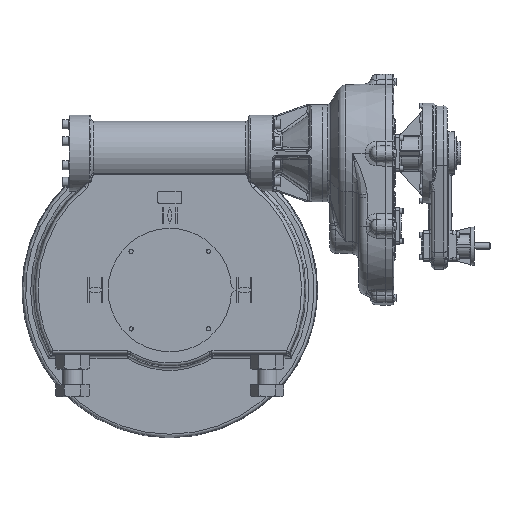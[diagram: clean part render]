
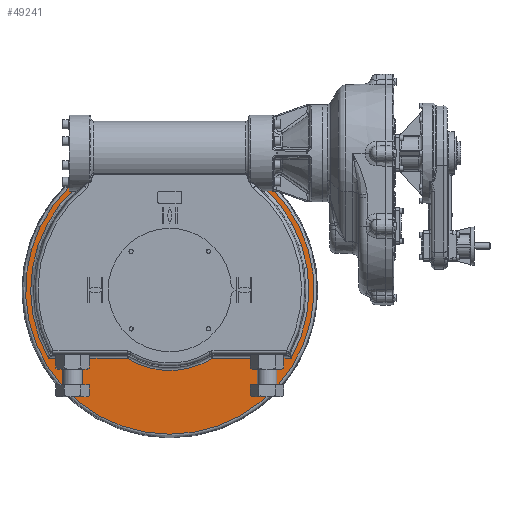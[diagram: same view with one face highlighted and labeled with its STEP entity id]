
A CAD part, front view. The second image highlights one B-rep face of the part: STEP entity #49241.
In plain terms, the highlighted planar face has unit normal (0, -1, 0).
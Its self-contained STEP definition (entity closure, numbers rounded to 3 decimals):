
#1392=B_SPLINE_CURVE_WITH_KNOTS('',3,(#88857,#88858,#88859,#88860,#88861),
 .UNSPECIFIED.,.F.,.F.,(4,1,4),(0.,0.001,0.002),
 .UNSPECIFIED.);
#1395=B_SPLINE_CURVE_WITH_KNOTS('',3,(#88896,#88897,#88898,#88899,#88900),
 .UNSPECIFIED.,.F.,.F.,(4,1,4),(0.,0.001,0.002),
 .UNSPECIFIED.);
#1428=B_SPLINE_CURVE_WITH_KNOTS('',3,(#89843,#89844,#89845,#89846),
 .UNSPECIFIED.,.F.,.F.,(4,4),(0.,1.),.UNSPECIFIED.);
#1431=B_SPLINE_CURVE_WITH_KNOTS('',3,(#89918,#89919,#89920,#89921),
 .UNSPECIFIED.,.F.,.F.,(4,4),(0.,1.),.UNSPECIFIED.);
#4304=LINE('',#88821,#7562);
#4305=LINE('',#88853,#7563);
#4306=LINE('',#88865,#7564);
#4307=LINE('',#88892,#7565);
#4308=LINE('',#89113,#7566);
#4309=LINE('',#89117,#7567);
#7562=VECTOR('',#66121,1000.);
#7563=VECTOR('',#66124,1000.);
#7564=VECTOR('',#66133,1000.);
#7565=VECTOR('',#66140,1000.);
#7566=VECTOR('',#66157,1000.);
#7567=VECTOR('',#66162,1000.);
#9660=PLANE('',#54283);
#21261=ORIENTED_EDGE('',*,*,#29983,.F.);
#21262=ORIENTED_EDGE('',*,*,#29981,.T.);
#21263=ORIENTED_EDGE('',*,*,#29979,.T.);
#21264=ORIENTED_EDGE('',*,*,#30056,.T.);
#21265=ORIENTED_EDGE('',*,*,#30076,.T.);
#21266=ORIENTED_EDGE('',*,*,#30000,.T.);
#21267=ORIENTED_EDGE('',*,*,#30074,.T.);
#21268=ORIENTED_EDGE('',*,*,#29998,.T.);
#21269=ORIENTED_EDGE('',*,*,#30070,.T.);
#21270=ORIENTED_EDGE('',*,*,#30059,.T.);
#21271=ORIENTED_EDGE('',*,*,#29976,.T.);
#21272=ORIENTED_EDGE('',*,*,#29989,.T.);
#21273=ORIENTED_EDGE('',*,*,#29987,.F.);
#21274=ORIENTED_EDGE('',*,*,#29985,.T.);
#29976=EDGE_CURVE('',#35300,#35299,#4304,.T.);
#29979=EDGE_CURVE('',#35302,#35301,#4305,.T.);
#29981=EDGE_CURVE('',#35303,#35302,#1392,.T.);
#29983=EDGE_CURVE('',#35303,#35304,#4306,.F.);
#29985=EDGE_CURVE('',#35305,#35304,#38302,.T.);
#29987=EDGE_CURVE('',#35305,#35306,#4307,.T.);
#29989=EDGE_CURVE('',#35299,#35306,#1395,.T.);
#29998=EDGE_CURVE('',#35308,#35307,#4308,.T.);
#30000=EDGE_CURVE('',#35309,#35310,#4309,.T.);
#30056=EDGE_CURVE('',#35301,#35343,#1428,.T.);
#30059=EDGE_CURVE('',#35344,#35300,#1431,.T.);
#30070=EDGE_CURVE('',#35307,#35344,#38344,.F.);
#30074=EDGE_CURVE('',#35310,#35308,#38347,.F.);
#30076=EDGE_CURVE('',#35343,#35309,#38348,.F.);
#35299=VERTEX_POINT('',#88820);
#35300=VERTEX_POINT('',#88822);
#35301=VERTEX_POINT('',#88852);
#35302=VERTEX_POINT('',#88854);
#35303=VERTEX_POINT('',#88862);
#35304=VERTEX_POINT('',#88866);
#35305=VERTEX_POINT('',#88879);
#35306=VERTEX_POINT('',#88893);
#35307=VERTEX_POINT('',#89112);
#35308=VERTEX_POINT('',#89114);
#35309=VERTEX_POINT('',#89118);
#35310=VERTEX_POINT('',#89119);
#35343=VERTEX_POINT('',#89823);
#35344=VERTEX_POINT('',#89917);
#38302=CIRCLE('',#54216,474.073);
#38344=CIRCLE('',#54274,457.546);
#38347=CIRCLE('',#54279,264.546);
#38348=CIRCLE('',#54282,457.546);
#41554=EDGE_LOOP('',(#21261,#21262,#21263,#21264,#21265,#21266,#21267,#21268,
#21269,#21270,#21271,#21272,#21273,#21274));
#45216=FACE_BOUND('',#41554,.T.);
#49241=ADVANCED_FACE('',(#45216),#9660,.T.);
#54216=AXIS2_PLACEMENT_3D('',#88878,#66136,#66137);
#54274=AXIS2_PLACEMENT_3D('',#90149,#66255,#66256);
#54279=AXIS2_PLACEMENT_3D('',#90161,#66265,#66266);
#54282=AXIS2_PLACEMENT_3D('',#90171,#66271,#66272);
#54283=AXIS2_PLACEMENT_3D('',#90172,#66273,#66274);
#66121=DIRECTION('',(0.,0.,1.));
#66124=DIRECTION('',(0.,0.,-1.));
#66133=DIRECTION('',(-1.,0.,0.));
#66136=DIRECTION('',(0.,-1.,0.));
#66137=DIRECTION('',(1.,0.,0.));
#66140=DIRECTION('',(1.,0.,0.));
#66157=DIRECTION('',(-1.,0.,0.));
#66162=DIRECTION('',(-1.,0.,0.));
#66255=DIRECTION('',(0.,-1.,0.));
#66256=DIRECTION('',(1.,0.,0.));
#66265=DIRECTION('',(0.,-1.,0.));
#66266=DIRECTION('',(1.,0.,0.));
#66271=DIRECTION('',(0.,-1.,0.));
#66272=DIRECTION('',(1.,0.,0.));
#66273=DIRECTION('',(0.,-1.,0.));
#66274=DIRECTION('',(1.,0.,0.));
#88820=CARTESIAN_POINT('',(-310.,-65.,339.203));
#88821=CARTESIAN_POINT('',(-310.,-65.,450.));
#88822=CARTESIAN_POINT('',(-310.,-65.,337.018));
#88852=CARTESIAN_POINT('',(310.,-65.,337.018));
#88853=CARTESIAN_POINT('',(310.,-65.,-486.));
#88854=CARTESIAN_POINT('',(310.,-65.,339.203));
#88857=CARTESIAN_POINT('',(311.,-65.,338.067));
#88858=CARTESIAN_POINT('',(310.717,-65.,338.067));
#88859=CARTESIAN_POINT('',(310.183,-65.,338.357));
#88860=CARTESIAN_POINT('',(310.,-65.,338.921));
#88861=CARTESIAN_POINT('',(310.,-65.,339.203));
#88862=CARTESIAN_POINT('',(311.,-65.,338.067));
#88865=CARTESIAN_POINT('',(1775.493,-65.,338.067));
#88866=CARTESIAN_POINT('',(332.349,-65.,338.067));
#88878=CARTESIAN_POINT('',(0.,-65.,0.));
#88879=CARTESIAN_POINT('',(-332.349,-65.,338.067));
#88892=CARTESIAN_POINT('',(-1775.493,-65.,338.067));
#88893=CARTESIAN_POINT('',(-311.,-65.,338.067));
#88896=CARTESIAN_POINT('',(-310.,-65.,339.203));
#88897=CARTESIAN_POINT('',(-310.,-65.,338.921));
#88898=CARTESIAN_POINT('',(-310.182,-65.,338.359));
#88899=CARTESIAN_POINT('',(-310.716,-65.,338.067));
#88900=CARTESIAN_POINT('',(-311.,-65.,338.067));
#89112=CARTESIAN_POINT('',(-398.657,-65.,-224.546));
#89113=CARTESIAN_POINT('',(-392.972,-65.,-224.546));
#89114=CARTESIAN_POINT('',(-139.87,-65.,-224.546));
#89117=CARTESIAN_POINT('',(137.081,-65.,-224.546));
#89118=CARTESIAN_POINT('',(398.657,-65.,-224.546));
#89119=CARTESIAN_POINT('',(139.87,-65.,-224.546));
#89823=CARTESIAN_POINT('',(309.463,-65.,337.018));
#89843=CARTESIAN_POINT('',(310.,-65.,337.018));
#89844=CARTESIAN_POINT('',(309.821,-65.,337.018));
#89845=CARTESIAN_POINT('',(309.642,-65.,337.018));
#89846=CARTESIAN_POINT('',(309.463,-65.,337.018));
#89917=CARTESIAN_POINT('',(-309.463,-65.,337.018));
#89918=CARTESIAN_POINT('',(-309.463,-65.,337.018));
#89919=CARTESIAN_POINT('',(-309.642,-65.,337.018));
#89920=CARTESIAN_POINT('',(-309.821,-65.,337.018));
#89921=CARTESIAN_POINT('',(-310.,-65.,337.018));
#90149=CARTESIAN_POINT('',(0.,-65.,0.));
#90161=CARTESIAN_POINT('',(0.,-65.,0.));
#90171=CARTESIAN_POINT('',(0.,-65.,0.));
#90172=CARTESIAN_POINT('',(0.,-65.,-486.));
